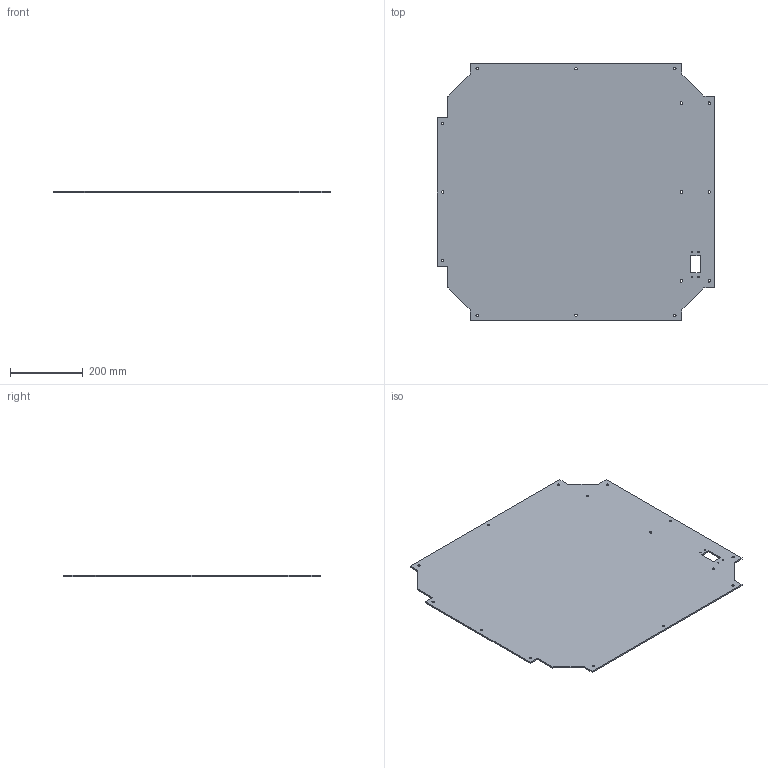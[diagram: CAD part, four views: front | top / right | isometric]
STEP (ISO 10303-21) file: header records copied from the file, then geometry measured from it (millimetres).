
FILE_DESCRIPTION (( 'STEP AP203' ), '1' );
FILE_NAME ('panel_side_right_500_no_lan.step', '2022-01-17T11:59:30', ( '' ), ( '' ), 'SwSTEP 2.0', 'SolidWorks 2021', '' );
FILE_SCHEMA (( 'CONFIG_CONTROL_DESIGN' ));
Length unit declared in the file: millimetre
Products named in the file (1): panel_side_right_500_no_lan
Bounding box: 765 x 710 x 4 mm (x, y, z)
Volume: 2049833.7 mm3; surface area: 1038162.7 mm2
Topology: 1 solids, 1 shells, 64 faces, 186 edges, 124 vertices
Faces by surface type: cylinder 38, plane 26
Entity records: 2303 total; most frequent: DIRECTION 392, CARTESIAN_POINT 375, ORIENTED_EDGE 372, EDGE_CURVE 186, AXIS2_PLACEMENT_3D 141, VERTEX_POINT 124, LINE 110, VECTOR 110
